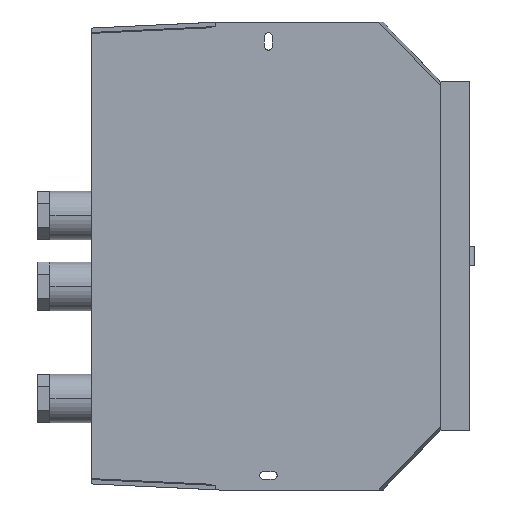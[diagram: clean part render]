
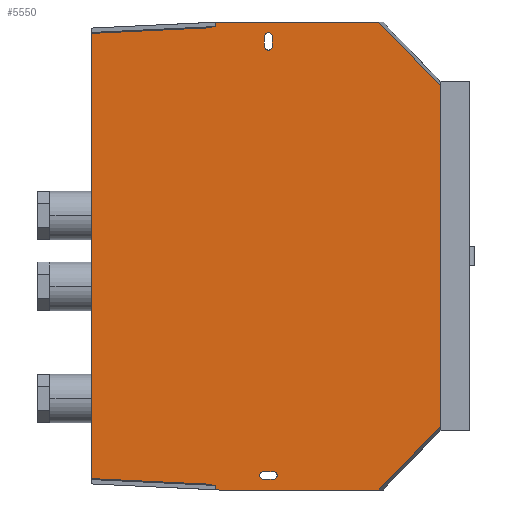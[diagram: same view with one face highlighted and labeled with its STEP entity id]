
A CAD part, front view. The second image highlights one B-rep face of the part: STEP entity #5550.
In plain terms, the highlighted planar face has unit normal (0, -1, 0).
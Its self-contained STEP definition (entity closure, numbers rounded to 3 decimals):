
#1359=DIRECTION('',(0.,0.,-1.));
#1360=VECTOR('',#1359,183.595);
#1361=CARTESIAN_POINT('',(-84.079,0.,91.798));
#1362=LINE('',#1361,#1360);
#1840=CARTESIAN_POINT('',(-10.979,0.,86.5));
#1841=DIRECTION('',(0.,1.,0.));
#1842=DIRECTION('',(1.,0.,0.));
#1843=AXIS2_PLACEMENT_3D('',#1840,#1841,#1842);
#1848=DIRECTION('',(0.,0.,-1.));
#1849=VECTOR('',#1848,4.);
#1850=CARTESIAN_POINT('',(-9.379,0.,90.5));
#1851=LINE('',#1850,#1849);
#1855=CARTESIAN_POINT('',(-10.979,0.,90.5));
#1856=DIRECTION('',(0.,1.,0.));
#1857=DIRECTION('',(-1.,0.,0.));
#1858=AXIS2_PLACEMENT_3D('',#1855,#1856,#1857);
#1863=DIRECTION('',(0.,0.,1.));
#1864=VECTOR('',#1863,4.);
#1865=CARTESIAN_POINT('',(-12.579,0.,86.5));
#1866=LINE('',#1865,#1864);
#1870=CARTESIAN_POINT('',(-12.979,0.,-90.5));
#1871=DIRECTION('',(0.,1.,0.));
#1872=DIRECTION('',(0.,0.,-1.));
#1873=AXIS2_PLACEMENT_3D('',#1870,#1871,#1872);
#1878=DIRECTION('',(-1.,0.,0.));
#1879=VECTOR('',#1878,4.);
#1880=CARTESIAN_POINT('',(-8.979,0.,-92.1));
#1881=LINE('',#1880,#1879);
#1885=CARTESIAN_POINT('',(-8.979,0.,-90.5));
#1886=DIRECTION('',(0.,1.,0.));
#1887=DIRECTION('',(0.,0.,1.));
#1888=AXIS2_PLACEMENT_3D('',#1885,#1886,#1887);
#1893=DIRECTION('',(1.,0.,0.));
#1894=VECTOR('',#1893,4.);
#1895=CARTESIAN_POINT('',(-12.979,0.,-88.9));
#1896=LINE('',#1895,#1894);
#1900=DIRECTION('',(0.693,0.,-0.721));
#1901=VECTOR('',#1900,36.48);
#1902=CARTESIAN_POINT('',(34.627,0.,96.5));
#1903=LINE('',#1902,#1901);
#1907=DIRECTION('',(0.,0.,1.));
#1908=VECTOR('',#1907,140.425);
#1909=CARTESIAN_POINT('',(59.921,0.,-70.213));
#1910=LINE('',#1909,#1908);
#1914=DIRECTION('',(-0.693,0.,-0.721));
#1915=VECTOR('',#1914,36.48);
#1916=CARTESIAN_POINT('',(59.921,0.,-70.213));
#1917=LINE('',#1916,#1915);
#1921=DIRECTION('',(-1.,0.,0.));
#1922=VECTOR('',#1921,65.693);
#1923=CARTESIAN_POINT('',(34.627,0.,-96.5));
#1924=LINE('',#1923,#1922);
#1928=DIRECTION('',(-0.999,0.,0.047));
#1929=VECTOR('',#1928,1.801);
#1930=CARTESIAN_POINT('',(-31.067,0.,-96.5));
#1931=LINE('',#1930,#1929);
#1935=DIRECTION('',(0.047,0.,0.999));
#1936=VECTOR('',#1935,1.8);
#1937=CARTESIAN_POINT('',(-32.866,0.,-96.415));
#1938=LINE('',#1937,#1936);
#1942=DIRECTION('',(0.999,0.,-0.047));
#1943=VECTOR('',#1942,1.6);
#1944=CARTESIAN_POINT('',(-34.379,0.,-94.542));
#1945=LINE('',#1944,#1943);
#1949=DIRECTION('',(-0.047,0.,-0.999));
#1950=VECTOR('',#1949,0.4);
#1951=CARTESIAN_POINT('',(-34.36,0.,-94.142));
#1952=LINE('',#1951,#1950);
#1956=DIRECTION('',(0.999,0.,-0.047));
#1957=VECTOR('',#1956,49.774);
#1958=CARTESIAN_POINT('',(-84.079,0.,-91.798));
#1959=LINE('',#1958,#1957);
#1963=DIRECTION('',(0.999,0.,0.047));
#1964=VECTOR('',#1963,49.774);
#1965=CARTESIAN_POINT('',(-84.079,0.,91.798));
#1966=LINE('',#1965,#1964);
#1970=DIRECTION('',(-0.047,0.,0.999));
#1971=VECTOR('',#1970,0.4);
#1972=CARTESIAN_POINT('',(-34.36,0.,94.142));
#1973=LINE('',#1972,#1971);
#1977=DIRECTION('',(0.999,0.,0.047));
#1978=VECTOR('',#1977,1.6);
#1979=CARTESIAN_POINT('',(-34.379,0.,94.542));
#1980=LINE('',#1979,#1978);
#1984=DIRECTION('',(0.047,0.,-0.999));
#1985=VECTOR('',#1984,1.8);
#1986=CARTESIAN_POINT('',(-32.866,0.,96.415));
#1987=LINE('',#1986,#1985);
#1991=DIRECTION('',(0.999,0.,0.047));
#1992=VECTOR('',#1991,1.801);
#1993=CARTESIAN_POINT('',(-32.866,0.,96.415));
#1994=LINE('',#1993,#1992);
#1998=DIRECTION('',(1.,0.,0.));
#1999=VECTOR('',#1998,65.693);
#2000=CARTESIAN_POINT('',(-31.067,0.,96.5));
#2001=LINE('',#2000,#1999);
#3558=CARTESIAN_POINT('',(-9.379,0.,86.5));
#3559=CARTESIAN_POINT('',(-12.579,0.,86.5));
#3560=VERTEX_POINT('',#3558);
#3561=VERTEX_POINT('',#3559);
#3562=CARTESIAN_POINT('',(-12.579,0.,90.5));
#3563=VERTEX_POINT('',#3562);
#3564=CARTESIAN_POINT('',(-9.379,0.,90.5));
#3565=VERTEX_POINT('',#3564);
#3566=CARTESIAN_POINT('',(-12.979,0.,-92.1));
#3567=CARTESIAN_POINT('',(-12.979,0.,-88.9));
#3568=VERTEX_POINT('',#3566);
#3569=VERTEX_POINT('',#3567);
#3570=CARTESIAN_POINT('',(-8.979,0.,-88.9));
#3571=VERTEX_POINT('',#3570);
#3572=CARTESIAN_POINT('',(-8.979,0.,-92.1));
#3573=VERTEX_POINT('',#3572);
#3594=CARTESIAN_POINT('',(-32.866,0.,96.415));
#3595=CARTESIAN_POINT('',(-32.781,0.,94.617));
#3596=VERTEX_POINT('',#3594);
#3597=VERTEX_POINT('',#3595);
#3604=CARTESIAN_POINT('',(-32.866,0.,-96.415));
#3605=CARTESIAN_POINT('',(-32.781,0.,-94.617));
#3606=VERTEX_POINT('',#3604);
#3607=VERTEX_POINT('',#3605);
#3618=CARTESIAN_POINT('',(-84.079,0.,91.798));
#3619=CARTESIAN_POINT('',(-34.36,0.,94.142));
#3620=VERTEX_POINT('',#3618);
#3621=VERTEX_POINT('',#3619);
#3622=CARTESIAN_POINT('',(-34.379,0.,94.542));
#3623=VERTEX_POINT('',#3622);
#3632=CARTESIAN_POINT('',(-84.079,0.,-91.798));
#3633=CARTESIAN_POINT('',(-34.36,0.,-94.142));
#3634=VERTEX_POINT('',#3632);
#3635=VERTEX_POINT('',#3633);
#3636=CARTESIAN_POINT('',(-34.379,0.,-94.542));
#3637=VERTEX_POINT('',#3636);
#3646=CARTESIAN_POINT('',(34.627,0.,96.5));
#3647=CARTESIAN_POINT('',(59.921,0.,70.213));
#3648=VERTEX_POINT('',#3646);
#3649=VERTEX_POINT('',#3647);
#3656=CARTESIAN_POINT('',(59.921,0.,-70.213));
#3657=VERTEX_POINT('',#3656);
#3660=CARTESIAN_POINT('',(34.627,0.,-96.5));
#3661=VERTEX_POINT('',#3660);
#3803=CARTESIAN_POINT('',(-31.067,0.,96.5));
#3804=VERTEX_POINT('',#3803);
#3805=CARTESIAN_POINT('',(-31.067,0.,-96.5));
#3806=VERTEX_POINT('',#3805);
#5496=CARTESIAN_POINT('',(0.,0.,0.));
#5497=DIRECTION('',(0.,1.,0.));
#5498=DIRECTION('',(1.,0.,0.));
#5499=AXIS2_PLACEMENT_3D('',#5496,#5497,#5498);
#5500=PLANE('',#5499);
#5502=ORIENTED_EDGE('',*,*,#5501,.T.);
#5504=ORIENTED_EDGE('',*,*,#5503,.F.);
#5506=ORIENTED_EDGE('',*,*,#5505,.T.);
#5507=ORIENTED_EDGE('',*,*,#5417,.T.);
#5508=ORIENTED_EDGE('',*,*,#5442,.T.);
#5510=ORIENTED_EDGE('',*,*,#5509,.T.);
#5511=ORIENTED_EDGE('',*,*,#5470,.F.);
#5512=ORIENTED_EDGE('',*,*,#5486,.F.);
#5514=ORIENTED_EDGE('',*,*,#5513,.F.);
#5515=ORIENTED_EDGE('',*,*,#5117,.F.);
#5517=ORIENTED_EDGE('',*,*,#5516,.T.);
#5519=ORIENTED_EDGE('',*,*,#5518,.T.);
#5521=ORIENTED_EDGE('',*,*,#5520,.T.);
#5523=ORIENTED_EDGE('',*,*,#5522,.F.);
#5525=ORIENTED_EDGE('',*,*,#5524,.T.);
#5527=ORIENTED_EDGE('',*,*,#5526,.T.);
#5528=EDGE_LOOP('',(#5502,#5504,#5506,#5507,#5508,#5510,#5511,#5512,#5514,#5515,
#5517,#5519,#5521,#5523,#5525,#5527));
#5529=FACE_OUTER_BOUND('',#5528,.F.);
#5531=ORIENTED_EDGE('',*,*,#5530,.F.);
#5533=ORIENTED_EDGE('',*,*,#5532,.F.);
#5535=ORIENTED_EDGE('',*,*,#5534,.F.);
#5537=ORIENTED_EDGE('',*,*,#5536,.F.);
#5538=EDGE_LOOP('',(#5531,#5533,#5535,#5537));
#5539=FACE_BOUND('',#5538,.F.);
#5541=ORIENTED_EDGE('',*,*,#5540,.F.);
#5543=ORIENTED_EDGE('',*,*,#5542,.F.);
#5545=ORIENTED_EDGE('',*,*,#5544,.F.);
#5547=ORIENTED_EDGE('',*,*,#5546,.F.);
#5548=EDGE_LOOP('',(#5541,#5543,#5545,#5547));
#5549=FACE_BOUND('',#5548,.F.);
#5550=ADVANCED_FACE('',(#5529,#5539,#5549),#5500,.F.);
#1844=CIRCLE('',#1843,1.6);
#1859=CIRCLE('',#1858,1.6);
#1874=CIRCLE('',#1873,1.6);
#1889=CIRCLE('',#1888,1.6);
#5117=EDGE_CURVE('',#3620,#3634,#1362,.T.);
#5417=EDGE_CURVE('',#3661,#3806,#1924,.T.);
#5442=EDGE_CURVE('',#3806,#3606,#1931,.T.);
#5470=EDGE_CURVE('',#3637,#3607,#1945,.T.);
#5486=EDGE_CURVE('',#3635,#3637,#1952,.T.);
#5501=EDGE_CURVE('',#3648,#3649,#1903,.T.);
#5503=EDGE_CURVE('',#3657,#3649,#1910,.T.);
#5505=EDGE_CURVE('',#3657,#3661,#1917,.T.);
#5509=EDGE_CURVE('',#3606,#3607,#1938,.T.);
#5513=EDGE_CURVE('',#3634,#3635,#1959,.T.);
#5516=EDGE_CURVE('',#3620,#3621,#1966,.T.);
#5518=EDGE_CURVE('',#3621,#3623,#1973,.T.);
#5520=EDGE_CURVE('',#3623,#3597,#1980,.T.);
#5522=EDGE_CURVE('',#3596,#3597,#1987,.T.);
#5524=EDGE_CURVE('',#3596,#3804,#1994,.T.);
#5526=EDGE_CURVE('',#3804,#3648,#2001,.T.);
#5530=EDGE_CURVE('',#3560,#3561,#1844,.T.);
#5532=EDGE_CURVE('',#3565,#3560,#1851,.T.);
#5534=EDGE_CURVE('',#3563,#3565,#1859,.T.);
#5536=EDGE_CURVE('',#3561,#3563,#1866,.T.);
#5540=EDGE_CURVE('',#3568,#3569,#1874,.T.);
#5542=EDGE_CURVE('',#3573,#3568,#1881,.T.);
#5544=EDGE_CURVE('',#3571,#3573,#1889,.T.);
#5546=EDGE_CURVE('',#3569,#3571,#1896,.T.);
